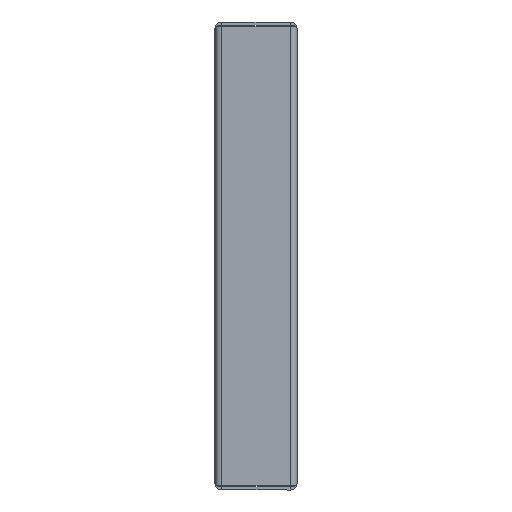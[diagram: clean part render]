
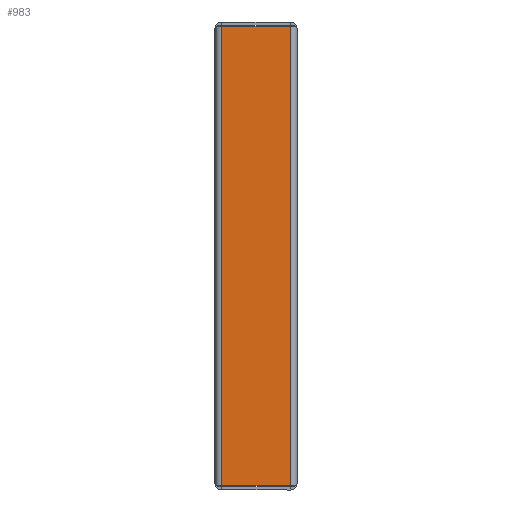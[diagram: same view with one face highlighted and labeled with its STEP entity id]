
A CAD part, left-side view. The second image highlights one B-rep face of the part: STEP entity #983.
In plain terms, the highlighted face is planar.
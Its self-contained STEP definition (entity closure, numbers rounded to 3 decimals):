
#60 = EDGE_CURVE ( 'NONE', #269, #1179, #1623, .T. ) ;
#68 = EDGE_CURVE ( 'NONE', #181, #269, #3094, .T. ) ;
#181 = VERTEX_POINT ( 'NONE', #2722 ) ;
#220 = CARTESIAN_POINT ( 'NONE',  ( 280., -50., 0. ) ) ;
#269 = VERTEX_POINT ( 'NONE', #1108 ) ;
#286 = DIRECTION ( 'NONE',  ( 1., 0., 0. ) ) ;
#321 = DIRECTION ( 'NONE',  ( 0., -1., 0. ) ) ;
#350 = CARTESIAN_POINT ( 'NONE',  ( -280., 42., 0. ) ) ;
#561 = PLANE ( 'NONE',  #2245 ) ;
#607 = VERTEX_POINT ( 'NONE', #847 ) ;
#847 = CARTESIAN_POINT ( 'NONE',  ( -280., -42., 0. ) ) ;
#906 = EDGE_CURVE ( 'NONE', #607, #181, #2434, .T. ) ;
#935 = VECTOR ( 'NONE', #2128, 1000. ) ;
#983 = ADVANCED_FACE ( 'NONE', ( #2051 ), #561, .T. ) ;
#1108 = CARTESIAN_POINT ( 'NONE',  ( 280., 42., 0. ) ) ;
#1179 = VERTEX_POINT ( 'NONE', #350 ) ;
#1330 = VECTOR ( 'NONE', #2399, 1000. ) ;
#1337 = VECTOR ( 'NONE', #3145, 1000. ) ;
#1458 = CARTESIAN_POINT ( 'NONE',  ( -280., -42., 0. ) ) ;
#1623 = LINE ( 'NONE', #3109, #1330 ) ;
#1741 = EDGE_LOOP ( 'NONE', ( #2304, #2636, #2593, #2576 ) ) ;
#2051 = FACE_OUTER_BOUND ( 'NONE', #1741, .T. ) ;
#2128 = DIRECTION ( 'NONE',  ( 0., 1., 0. ) ) ;
#2240 = LINE ( 'NONE', #2486, #2885 ) ;
#2245 = AXIS2_PLACEMENT_3D ( 'NONE', #3035, #2270, #286 ) ;
#2270 = DIRECTION ( 'NONE',  ( 0., 0., 1. ) ) ;
#2304 = ORIENTED_EDGE ( 'NONE', *, *, #2956, .T. ) ;
#2399 = DIRECTION ( 'NONE',  ( -1., 0., 0. ) ) ;
#2434 = LINE ( 'NONE', #1458, #1337 ) ;
#2486 = CARTESIAN_POINT ( 'NONE',  ( -280., -50., 0. ) ) ;
#2576 = ORIENTED_EDGE ( 'NONE', *, *, #60, .T. ) ;
#2593 = ORIENTED_EDGE ( 'NONE', *, *, #68, .T. ) ;
#2636 = ORIENTED_EDGE ( 'NONE', *, *, #906, .T. ) ;
#2722 = CARTESIAN_POINT ( 'NONE',  ( 280., -42., 0. ) ) ;
#2885 = VECTOR ( 'NONE', #321, 1000. ) ;
#2956 = EDGE_CURVE ( 'NONE', #1179, #607, #2240, .T. ) ;
#3035 = CARTESIAN_POINT ( 'NONE',  ( 0., 0., 0. ) ) ;
#3094 = LINE ( 'NONE', #220, #935 ) ;
#3109 = CARTESIAN_POINT ( 'NONE',  ( 280., 42., 0. ) ) ;
#3145 = DIRECTION ( 'NONE',  ( 1., 0., 0. ) ) ;
